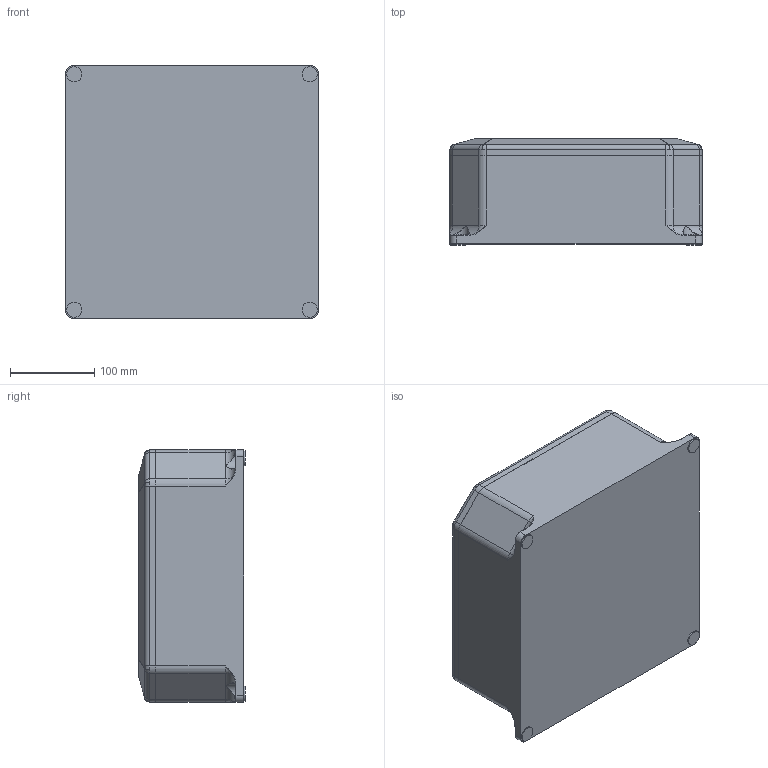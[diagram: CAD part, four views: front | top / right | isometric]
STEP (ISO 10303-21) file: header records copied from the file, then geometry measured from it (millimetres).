
FILE_DESCRIPTION(/* description */ (''),/* implementation_level */ '2;1');
FILE_NAME(/* name */ '940125.stp',/* time_stamp */ '2023-07-02T22:40:48+05:00',/* author */ ('pradhakrishnan'),/* organization */ (''),/* preprocessor_version */ 'ST-DEVELOPER v18',/* originating_system */ 'Autodesk Inventor 2020',/* authorisation */ '');
FILE_SCHEMA (('AUTOMOTIVE_DESIGN { 1 0 10303 214 3 1 1 }'));
Length unit declared in the file: millimetre
Products named in the file (1): 940125
Bounding box: 300 x 126.5 x 300 mm (x, y, z)
Volume: 10787899.2 mm3; surface area: 309525.5 mm2
Topology: 1 solids, 1 shells, 183 faces, 424 edges, 232 vertices
Faces by surface type: cylinder 64, bspline 52, plane 35, sphere 16, torus 16
Full cylindrical faces by diameter (mm): 18 x4
Entity records: 7014 total; most frequent: CARTESIAN_POINT 2907, ORIENTED_EDGE 816, DIRECTION 796, EDGE_CURVE 408, AXIS2_PLACEMENT_3D 328, VERTEX_POINT 232, EDGE_LOOP 188, STYLED_ITEM 184
